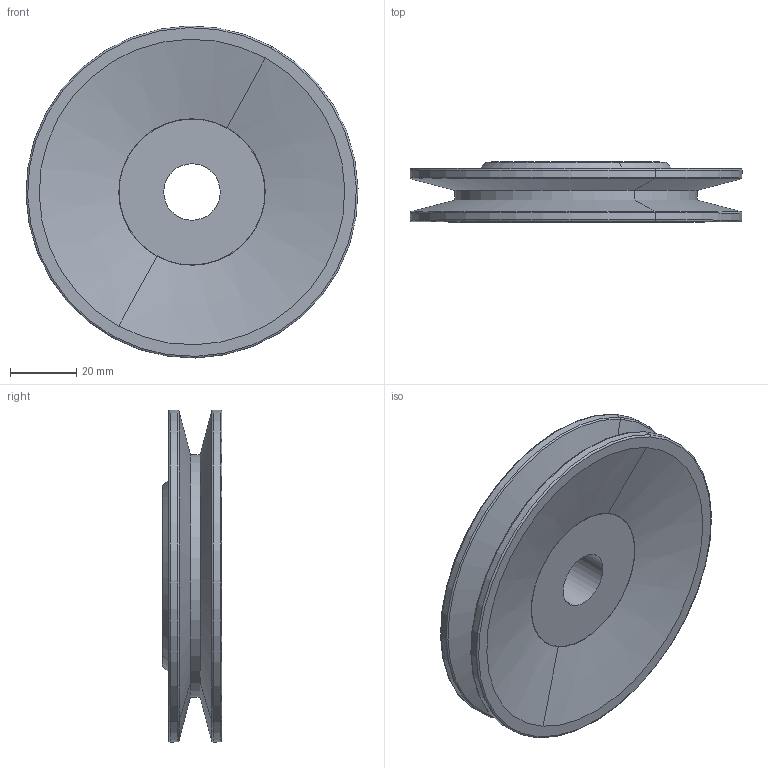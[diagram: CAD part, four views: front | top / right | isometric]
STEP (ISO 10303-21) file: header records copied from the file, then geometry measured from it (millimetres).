
FILE_DESCRIPTION(('CATIA V5 STEP Exchange'),'2;1');
FILE_NAME('poulie gtt.stp','2024-04-14T14:33:46+00:00',('none'),('none'),'CATIA Version 5 Release 19 SP 2 (IN-10)','CATIA V5 STEP AP203','none');
FILE_SCHEMA(('CONFIG_CONTROL_DESIGN'));
Length unit declared in the file: millimetre
Products named in the file (1): Part1
Bounding box: 99.97 x 18 x 99.97 mm (x, y, z)
Volume: 84163.2 mm3; surface area: 26141.6 mm2
Topology: 1 solids, 1 shells, 34 faces, 68 edges, 38 vertices
Faces by surface type: torus 14, cylinder 8, cone 8, plane 4
Entity records: 837 total; most frequent: ORIENTED_EDGE 136, CARTESIAN_POINT 132, DIRECTION 118, AXIS2_PLACEMENT_3D 78, EDGE_CURVE 68, CIRCLE 52, EDGE_LOOP 38, VERTEX_POINT 38
